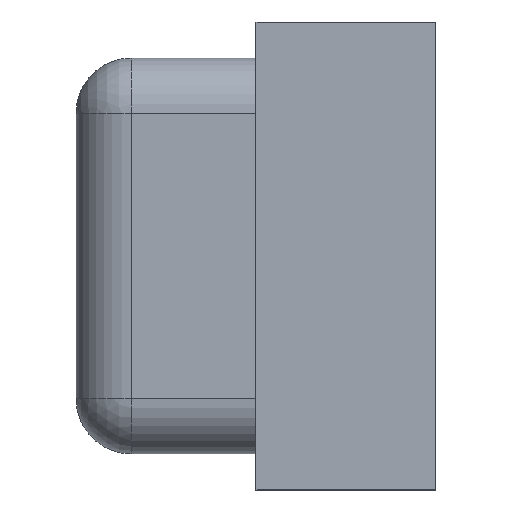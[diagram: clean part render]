
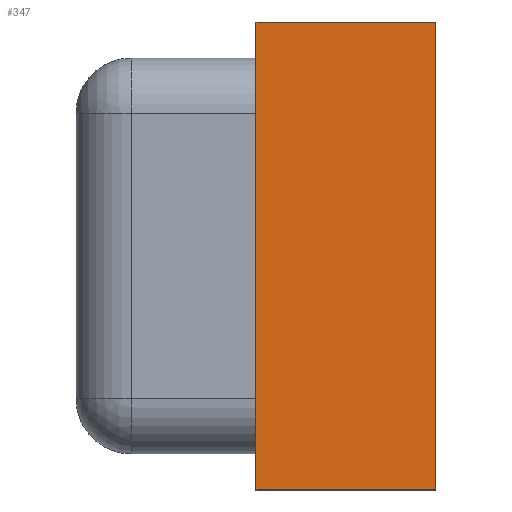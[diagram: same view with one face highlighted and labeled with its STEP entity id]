
A CAD part, left-side view. The second image highlights one B-rep face of the part: STEP entity #347.
In plain terms, the highlighted planar face has unit normal (-1, 0, 0).
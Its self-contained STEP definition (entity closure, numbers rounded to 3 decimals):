
#19 = VECTOR ( 'NONE', #2155, 1000. ) ;
#71 = CARTESIAN_POINT ( 'NONE',  ( -1.6, 0.5, -0.65 ) ) ;
#104 = DIRECTION ( 'NONE',  ( 0., 0., -1. ) ) ;
#116 = EDGE_CURVE ( 'NONE', #362, #313, #1513, .T. ) ;
#255 = CARTESIAN_POINT ( 'NONE',  ( -1.6, 0.5, 0.65 ) ) ;
#302 = DIRECTION ( 'NONE',  ( 0., -1., 0. ) ) ;
#313 = VERTEX_POINT ( 'NONE', #255 ) ;
#347 = ADVANCED_FACE ( 'NONE', ( #909 ), #1248, .F. ) ;
#362 = VERTEX_POINT ( 'NONE', #71 ) ;
#369 = CARTESIAN_POINT ( 'NONE',  ( -1.6, 0., 0.65 ) ) ;
#405 = ORIENTED_EDGE ( 'NONE', *, *, #116, .F. ) ;
#409 = EDGE_LOOP ( 'NONE', ( #447, #1594, #405, #1830 ) ) ;
#447 = ORIENTED_EDGE ( 'NONE', *, *, #626, .T. ) ;
#469 = DIRECTION ( 'NONE',  ( 1., 0., 0. ) ) ;
#510 = LINE ( 'NONE', #635, #19 ) ;
#626 = EDGE_CURVE ( 'NONE', #1718, #1007, #1138, .T. ) ;
#635 = CARTESIAN_POINT ( 'NONE',  ( -1.6, 0.5, 0.65 ) ) ;
#659 = AXIS2_PLACEMENT_3D ( 'NONE', #1045, #469, #104 ) ;
#782 = DIRECTION ( 'NONE',  ( 0., 0., 1. ) ) ;
#784 = CARTESIAN_POINT ( 'NONE',  ( -1.6, 0.5, 0.65 ) ) ;
#909 = FACE_OUTER_BOUND ( 'NONE', #409, .T. ) ;
#1007 = VERTEX_POINT ( 'NONE', #1868 ) ;
#1045 = CARTESIAN_POINT ( 'NONE',  ( -1.6, 0.5, 0.65 ) ) ;
#1138 = LINE ( 'NONE', #369, #2362 ) ;
#1224 = LINE ( 'NONE', #1620, #1789 ) ;
#1248 = PLANE ( 'NONE',  #659 ) ;
#1315 = DIRECTION ( 'NONE',  ( 0., 0., 1. ) ) ;
#1423 = EDGE_CURVE ( 'NONE', #362, #1718, #1224, .T. ) ;
#1513 = LINE ( 'NONE', #784, #2029 ) ;
#1594 = ORIENTED_EDGE ( 'NONE', *, *, #2318, .F. ) ;
#1605 = CARTESIAN_POINT ( 'NONE',  ( -1.6, 0., -0.65 ) ) ;
#1620 = CARTESIAN_POINT ( 'NONE',  ( -1.6, 0.5, -0.65 ) ) ;
#1718 = VERTEX_POINT ( 'NONE', #1605 ) ;
#1789 = VECTOR ( 'NONE', #302, 1000. ) ;
#1830 = ORIENTED_EDGE ( 'NONE', *, *, #1423, .T. ) ;
#1868 = CARTESIAN_POINT ( 'NONE',  ( -1.6, 0., 0.65 ) ) ;
#2029 = VECTOR ( 'NONE', #1315, 1000. ) ;
#2155 = DIRECTION ( 'NONE',  ( 0., -1., 0. ) ) ;
#2318 = EDGE_CURVE ( 'NONE', #313, #1007, #510, .T. ) ;
#2362 = VECTOR ( 'NONE', #782, 1000. ) ;
